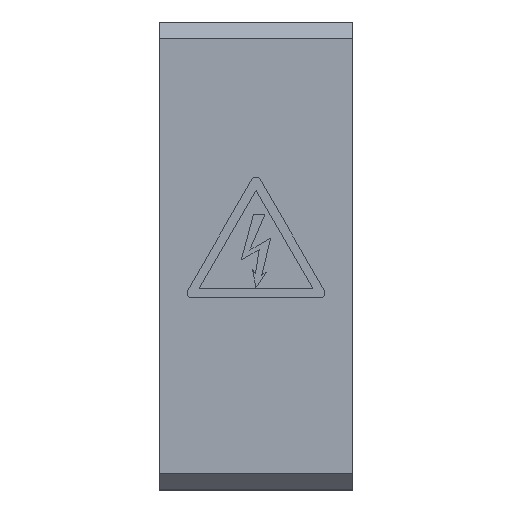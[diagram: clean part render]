
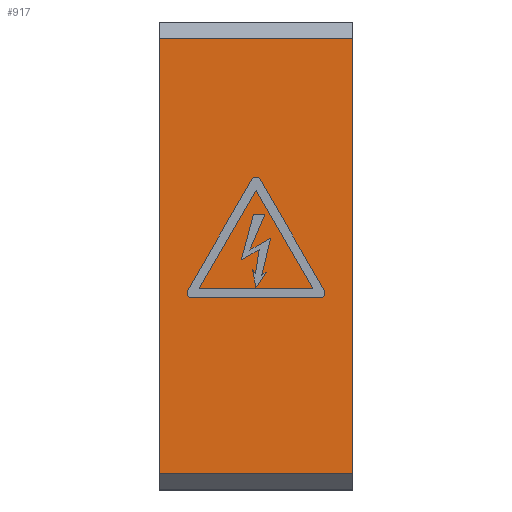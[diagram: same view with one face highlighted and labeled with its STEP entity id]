
A CAD part, top view. The second image highlights one B-rep face of the part: STEP entity #917.
In plain terms, the highlighted planar face has unit normal (0, 0, 1).
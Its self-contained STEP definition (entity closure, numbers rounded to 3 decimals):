
#904=AXIS2_PLACEMENT_3D('Plane Axis2P3D',#901,#902,#903) ;
#511=CARTESIAN_POINT('Vertex',(26.5,61.8,19.)) ;
#514=CARTESIAN_POINT('Line Origine',(26.5,32.,19.)) ;
#518=CARTESIAN_POINT('Vertex',(26.5,2.2,19.)) ;
#607=CARTESIAN_POINT('Vertex',(0.,2.2,19.)) ;
#610=CARTESIAN_POINT('Line Origine',(0.,32.,19.)) ;
#614=CARTESIAN_POINT('Vertex',(0.,61.8,19.)) ;
#889=CARTESIAN_POINT('Line Origine',(13.25,61.8,19.)) ;
#901=CARTESIAN_POINT('Axis2P3D Location',(13.25,2.2,19.)) ;
#906=CARTESIAN_POINT('Line Origine',(13.25,2.2,19.)) ;
#515=DIRECTION('Vector Direction',(0.,1.,0.)) ;
#611=DIRECTION('Vector Direction',(0.,1.,0.)) ;
#890=DIRECTION('Vector Direction',(1.,0.,0.)) ;
#902=DIRECTION('Axis2P3D Direction',(0.,0.,-1.)) ;
#903=DIRECTION('Axis2P3D XDirection',(0.,1.,0.)) ;
#907=DIRECTION('Vector Direction',(1.,0.,0.)) ;
#516=VECTOR('Line Direction',#515,1.) ;
#612=VECTOR('Line Direction',#611,1.) ;
#891=VECTOR('Line Direction',#890,1.) ;
#908=VECTOR('Line Direction',#907,1.) ;
#912=ORIENTED_EDGE('',*,*,#520,.T.) ;
#913=ORIENTED_EDGE('',*,*,#893,.F.) ;
#914=ORIENTED_EDGE('',*,*,#616,.F.) ;
#915=ORIENTED_EDGE('',*,*,#910,.T.) ;
#917=ADVANCED_FACE('S3D - gedreht',(#916),#905,.F.) ;
#520=EDGE_CURVE('',#519,#512,#517,.T.) ;
#616=EDGE_CURVE('',#608,#615,#613,.T.) ;
#893=EDGE_CURVE('',#615,#512,#892,.T.) ;
#910=EDGE_CURVE('',#608,#519,#909,.T.) ;
#911=EDGE_LOOP('',(#912,#913,#914,#915)) ;
#916=FACE_OUTER_BOUND('',#911,.T.) ;
#517=LINE('Line',#514,#516) ;
#613=LINE('Line',#610,#612) ;
#892=LINE('Line',#889,#891) ;
#909=LINE('Line',#906,#908) ;
#905=PLANE('',#904) ;
#512=VERTEX_POINT('',#511) ;
#519=VERTEX_POINT('',#518) ;
#608=VERTEX_POINT('',#607) ;
#615=VERTEX_POINT('',#614) ;
